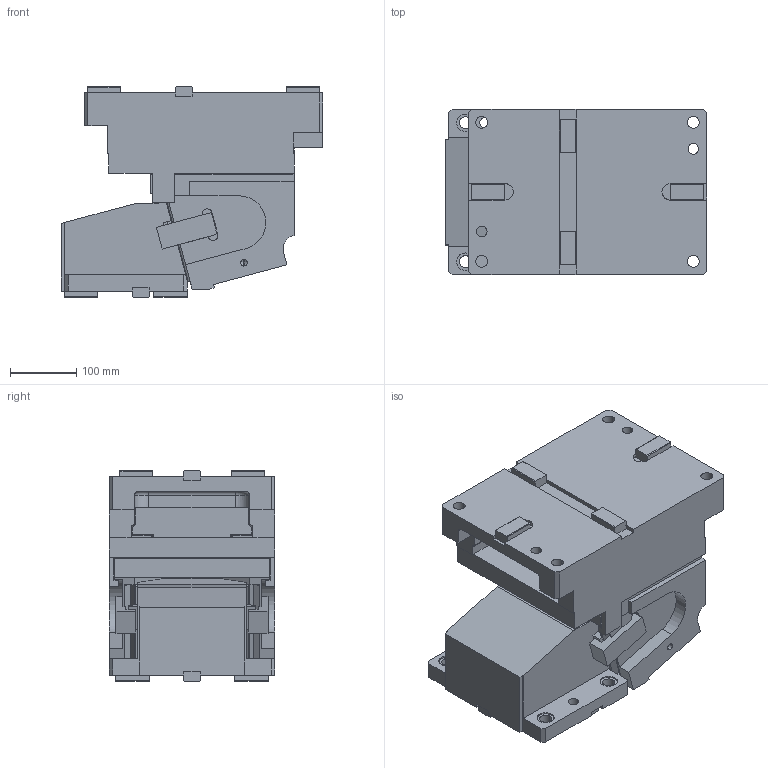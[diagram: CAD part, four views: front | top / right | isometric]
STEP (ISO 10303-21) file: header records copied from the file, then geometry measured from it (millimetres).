
FILE_DESCRIPTION(('CATIA V5 STEP Exchange'),'2;1');
FILE_NAME('CACV_250_75.stp','2015-04-24T14:16:10+00:00',('none'),('none'),'CATIA Version 5 Release 19 SP 2 (IN-10)','CATIA V5 STEP AP203','none');
FILE_SCHEMA(('CONFIG_CONTROL_DESIGN'));
Length unit declared in the file: millimetre
Products named in the file (1): CACV_250_75
Bounding box: 395 x 250 x 318 mm (x, y, z)
Volume: 17531191.9 mm3; surface area: 1037391.5 mm2
Topology: 3 solids, 8 shells, 635 faces, 1846 edges, 1209 vertices
Faces by surface type: plane 413, cylinder 176, torus 18, cone 18, bspline 10
Entity records: 21231 total; most frequent: CARTESIAN_POINT 5313, ORIENTED_EDGE 3614, DIRECTION 2726, EDGE_CURVE 1807, VECTOR 1382, LINE 1382, VERTEX_POINT 1200, AXIS2_PLACEMENT_3D 794
